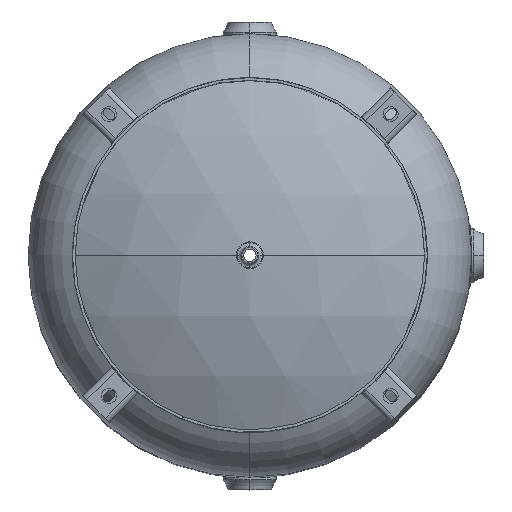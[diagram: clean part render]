
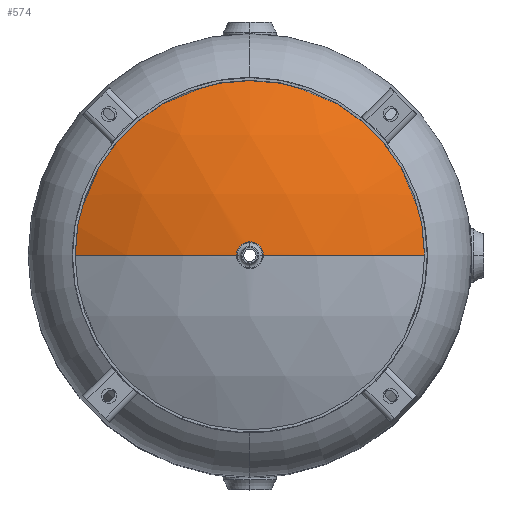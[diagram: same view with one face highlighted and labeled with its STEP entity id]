
A CAD part, top view. The second image highlights one B-rep face of the part: STEP entity #574.
In plain terms, the highlighted spherical face has radius 685.8 mm.
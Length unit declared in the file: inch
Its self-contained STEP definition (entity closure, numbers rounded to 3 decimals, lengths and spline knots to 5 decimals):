
#574 = ADVANCED_FACE ( 'NONE', ( #14268 ), #14265, .T. ) ;
#951 = EDGE_CURVE ( 'NONE', #14138, #14169, #14676, .T. ) ;
#952 = EDGE_CURVE ( 'NONE', #14160, #14169, #14675, .T. ) ;
#957 = EDGE_CURVE ( 'NONE', #14139, #14173, #14678, .T. ) ;
#1524 = AXIS2_PLACEMENT_3D ( 'NONE', #7800, #7801, #7796 ) ;
#1756 = AXIS2_PLACEMENT_3D ( 'NONE', #6422, #6423, #6424 ) ;
#1757 = AXIS2_PLACEMENT_3D ( 'NONE', #6425, #6426, #6427 ) ;
#1761 = AXIS2_PLACEMENT_3D ( 'NONE', #6440, #6441, #6442 ) ;
#6422 = CARTESIAN_POINT ( 'NONE',  ( 0., 0., 20.18677 ) ) ;
#6423 = DIRECTION ( 'NONE',  ( 0., 0., -1. ) ) ;
#6424 = DIRECTION ( 'NONE',  ( 0., 1., 0. ) ) ;
#6425 = CARTESIAN_POINT ( 'NONE',  ( 0., 0., -4. ) ) ;
#6426 = DIRECTION ( 'NONE',  ( 0., 1., 0. ) ) ;
#6427 = DIRECTION ( 'NONE',  ( 0., 0., 1. ) ) ;
#6440 = CARTESIAN_POINT ( 'NONE',  ( 0., 0., -4. ) ) ;
#6441 = DIRECTION ( 'NONE',  ( 0., -1., 0. ) ) ;
#6442 = DIRECTION ( 'NONE',  ( 1., 0., 0. ) ) ;
#7796 = DIRECTION ( 'NONE',  ( 1., 0., 0. ) ) ;
#7800 = CARTESIAN_POINT ( 'NONE',  ( 0., 0., -4. ) ) ;
#7801 = DIRECTION ( 'NONE',  ( 0., -1., 0. ) ) ;
#9332 = AXIS2_PLACEMENT_3D ( 'NONE', #12054, #12055, #12056 ) ;
#9333 = AXIS2_PLACEMENT_3D ( 'NONE', #12057, #12058, #12059 ) ;
#10939 = CIRCLE ( 'NONE', #9332, 0.5965 ) ;
#10940 = CIRCLE ( 'NONE', #9333, 12. ) ;
#12054 = CARTESIAN_POINT ( 'NONE',  ( 0., 0., 22.99341 ) ) ;
#12055 = DIRECTION ( 'NONE',  ( 0., 0., 1. ) ) ;
#12056 = DIRECTION ( 'NONE',  ( -1., 0., 0. ) ) ;
#12057 = CARTESIAN_POINT ( 'NONE',  ( 0., 0., 20.18677 ) ) ;
#12058 = DIRECTION ( 'NONE',  ( 0., 0., -1. ) ) ;
#12059 = DIRECTION ( 'NONE',  ( 0., 1., 0. ) ) ;
#12357 = CARTESIAN_POINT ( 'NONE',  ( 0., 12., 20.18677 ) ) ;
#12365 = CARTESIAN_POINT ( 'NONE',  ( -0.5965, 0., 22.99341 ) ) ;
#12384 = CARTESIAN_POINT ( 'NONE',  ( 0.5965, 0., 22.99341 ) ) ;
#12393 = CARTESIAN_POINT ( 'NONE',  ( 12., 0., 20.18677 ) ) ;
#12397 = CARTESIAN_POINT ( 'NONE',  ( -12., 0., 20.18677 ) ) ;
#12566 = EDGE_CURVE ( 'NONE', #14160, #14139, #10939, .T. ) ;
#12567 = EDGE_CURVE ( 'NONE', #14173, #14138, #10940, .T. ) ;
#12999 = ORIENTED_EDGE ( 'NONE', *, *, #12566, .F. ) ;
#13001 = ORIENTED_EDGE ( 'NONE', *, *, #952, .T. ) ;
#13008 = ORIENTED_EDGE ( 'NONE', *, *, #957, .F. ) ;
#13012 = ORIENTED_EDGE ( 'NONE', *, *, #12567, .F. ) ;
#13013 = ORIENTED_EDGE ( 'NONE', *, *, #951, .F. ) ;
#14112 = EDGE_LOOP ( 'NONE', ( #13008, #12999, #13001, #13013, #13012 ) ) ;
#14138 = VERTEX_POINT ( 'NONE', #12357 ) ;
#14139 = VERTEX_POINT ( 'NONE', #12365 ) ;
#14160 = VERTEX_POINT ( 'NONE', #12384 ) ;
#14169 = VERTEX_POINT ( 'NONE', #12393 ) ;
#14173 = VERTEX_POINT ( 'NONE', #12397 ) ;
#14265 = SPHERICAL_SURFACE ( 'NONE', #1524, 27. ) ;
#14268 = FACE_OUTER_BOUND ( 'NONE', #14112, .T. ) ;
#14675 = CIRCLE ( 'NONE', #1757, 27. ) ;
#14676 = CIRCLE ( 'NONE', #1756, 12. ) ;
#14678 = CIRCLE ( 'NONE', #1761, 27. ) ;
